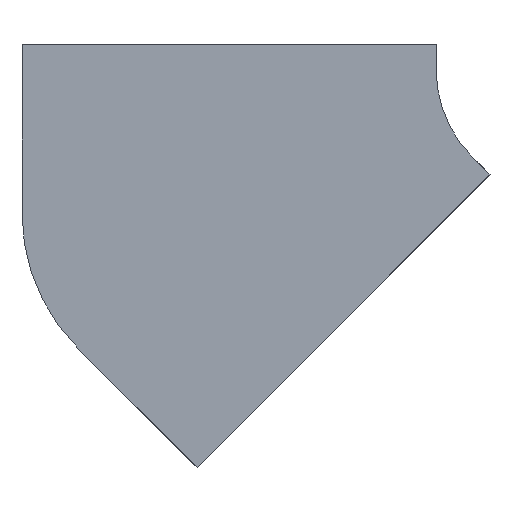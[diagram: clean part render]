
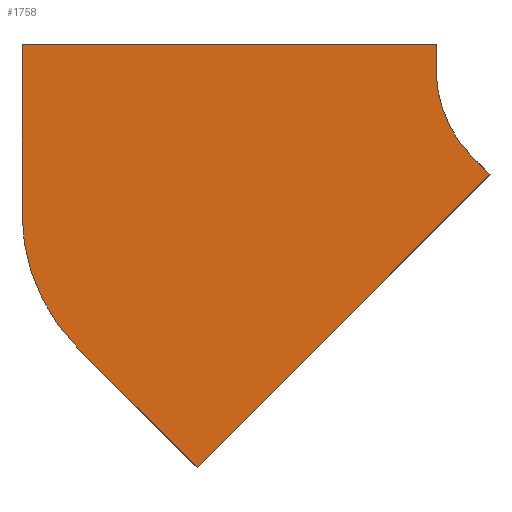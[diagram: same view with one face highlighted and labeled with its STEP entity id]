
A CAD part, front view. The second image highlights one B-rep face of the part: STEP entity #1758.
In plain terms, the highlighted planar face has unit normal (0, -1, 0).
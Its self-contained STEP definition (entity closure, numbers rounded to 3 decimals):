
#3 = VERTEX_POINT ( 'NONE', #955 ) ;
#18 = VERTEX_POINT ( 'NONE', #962 ) ;
#26 = VERTEX_POINT ( 'NONE', #970 ) ;
#30 = VERTEX_POINT ( 'NONE', #974 ) ;
#39 = VERTEX_POINT ( 'NONE', #983 ) ;
#49 = VERTEX_POINT ( 'NONE', #993 ) ;
#55 = VERTEX_POINT ( 'NONE', #999 ) ;
#56 = VERTEX_POINT ( 'NONE', #1000 ) ;
#133 = FACE_OUTER_BOUND ( 'NONE', #1671, .T. ) ;
#180 = AXIS2_PLACEMENT_3D ( 'NONE', #902, #910, #911 ) ;
#208 = DIRECTION ( 'NONE',  ( 0., 0., -1. ) ) ;
#210 = CARTESIAN_POINT ( 'NONE',  ( 250., 0., 0. ) ) ;
#213 = DIRECTION ( 'NONE',  ( 0., 0., -1. ) ) ;
#214 = DIRECTION ( 'NONE',  ( 0., -1., 0. ) ) ;
#216 = CARTESIAN_POINT ( 'NONE',  ( 400., 0., -30. ) ) ;
#233 = EDGE_CURVE ( 'NONE', #3, #18, #1390, .T. ) ;
#244 = EDGE_CURVE ( 'NONE', #39, #3, #1407, .T. ) ;
#247 = EDGE_CURVE ( 'NONE', #56, #39, #1412, .T. ) ;
#262 = EDGE_CURVE ( 'NONE', #55, #56, #1438, .T. ) ;
#266 = EDGE_CURVE ( 'NONE', #49, #55, #1446, .T. ) ;
#345 = EDGE_CURVE ( 'NONE', #30, #49, #1582, .T. ) ;
#348 = EDGE_CURVE ( 'NONE', #26, #30, #1586, .T. ) ;
#360 = EDGE_CURVE ( 'NONE', #18, #26, #1606, .T. ) ;
#374 = AXIS2_PLACEMENT_3D ( 'NONE', #216, #214, #213 ) ;
#402 = AXIS2_PLACEMENT_3D ( 'NONE', #659, #660, #661 ) ;
#469 = CARTESIAN_POINT ( 'NONE',  ( -250., 0., 0. ) ) ;
#470 = DIRECTION ( 'NONE',  ( 1., 0., 0. ) ) ;
#476 = CARTESIAN_POINT ( 'NONE',  ( -250., 0., 0. ) ) ;
#477 = DIRECTION ( 'NONE',  ( 0., 0., 1. ) ) ;
#659 = CARTESIAN_POINT ( 'NONE',  ( -20., 0., -203.97 ) ) ;
#660 = DIRECTION ( 'NONE',  ( 0., 1., 0. ) ) ;
#661 = DIRECTION ( 'NONE',  ( 0., 0., 1. ) ) ;
#664 = CARTESIAN_POINT ( 'NONE',  ( -182.635, 0., -366.604 ) ) ;
#666 = DIRECTION ( 'NONE',  ( -0.707, 0., 0.707 ) ) ;
#691 = CARTESIAN_POINT ( 'NONE',  ( -38.406, 0., -510.833 ) ) ;
#692 = DIRECTION ( 'NONE',  ( -0.707, 0., -0.707 ) ) ;
#902 = CARTESIAN_POINT ( 'NONE',  ( -20., 0., -203.97 ) ) ;
#908 = PLANE ( 'NONE',  #180 ) ;
#910 = DIRECTION ( 'NONE',  ( 0., 1., 0. ) ) ;
#911 = DIRECTION ( 'NONE',  ( 0., 0., 1. ) ) ;
#955 = CARTESIAN_POINT ( 'NONE',  ( 293.934, 0., -136.066 ) ) ;
#962 = CARTESIAN_POINT ( 'NONE',  ( 315.147, 0., -157.279 ) ) ;
#970 = CARTESIAN_POINT ( 'NONE',  ( -38.406, 0., -510.833 ) ) ;
#974 = CARTESIAN_POINT ( 'NONE',  ( -182.635, 0., -366.604 ) ) ;
#983 = CARTESIAN_POINT ( 'NONE',  ( 250., 0., -30. ) ) ;
#993 = CARTESIAN_POINT ( 'NONE',  ( -250., 0., -203.97 ) ) ;
#999 = CARTESIAN_POINT ( 'NONE',  ( -250., 0., 0. ) ) ;
#1000 = CARTESIAN_POINT ( 'NONE',  ( 250., 0., 0. ) ) ;
#1028 = CARTESIAN_POINT ( 'NONE',  ( 315.147, 0., -157.279 ) ) ;
#1030 = DIRECTION ( 'NONE',  ( 0.707, 0., -0.707 ) ) ;
#1167 = ORIENTED_EDGE ( 'NONE', *, *, #348, .F. ) ;
#1168 = ORIENTED_EDGE ( 'NONE', *, *, #360, .F. ) ;
#1169 = ORIENTED_EDGE ( 'NONE', *, *, #233, .F. ) ;
#1170 = ORIENTED_EDGE ( 'NONE', *, *, #244, .F. ) ;
#1171 = ORIENTED_EDGE ( 'NONE', *, *, #247, .F. ) ;
#1172 = ORIENTED_EDGE ( 'NONE', *, *, #262, .F. ) ;
#1173 = ORIENTED_EDGE ( 'NONE', *, *, #266, .F. ) ;
#1174 = ORIENTED_EDGE ( 'NONE', *, *, #345, .F. ) ;
#1390 = LINE ( 'NONE', #1028, #1393 ) ;
#1393 = VECTOR ( 'NONE', #1030, 1000. ) ;
#1407 = CIRCLE ( 'NONE', #374, 150. ) ;
#1412 = LINE ( 'NONE', #210, #1415 ) ;
#1415 = VECTOR ( 'NONE', #208, 1000. ) ;
#1438 = LINE ( 'NONE', #469, #1441 ) ;
#1441 = VECTOR ( 'NONE', #470, 1000. ) ;
#1446 = LINE ( 'NONE', #476, #1449 ) ;
#1449 = VECTOR ( 'NONE', #477, 1000. ) ;
#1582 = CIRCLE ( 'NONE', #402, 230. ) ;
#1586 = LINE ( 'NONE', #664, #1589 ) ;
#1589 = VECTOR ( 'NONE', #666, 1000. ) ;
#1606 = LINE ( 'NONE', #691, #1609 ) ;
#1609 = VECTOR ( 'NONE', #692, 1000. ) ;
#1671 = EDGE_LOOP ( 'NONE', ( #1167, #1168, #1169, #1170, #1171, #1172, #1173, #1174 ) ) ;
#1758 = ADVANCED_FACE ( 'NONE', ( #133 ), #908, .F. ) ;
